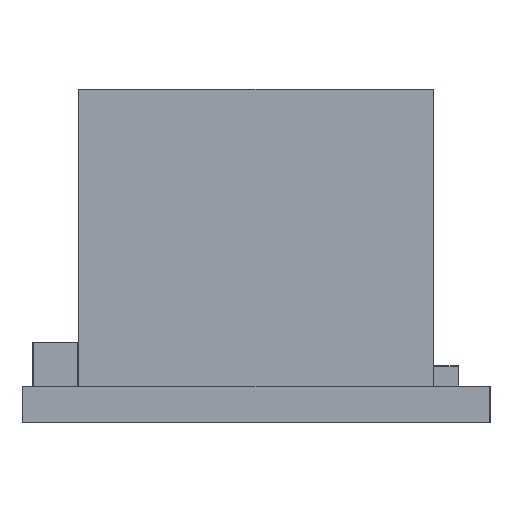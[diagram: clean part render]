
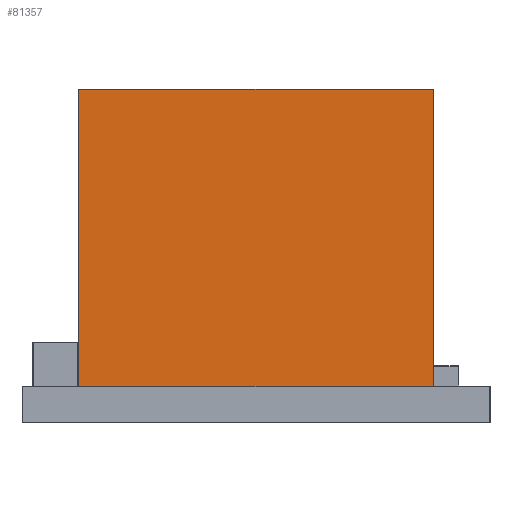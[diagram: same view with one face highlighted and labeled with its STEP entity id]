
A CAD part, left-side view. The second image highlights one B-rep face of the part: STEP entity #81357.
In plain terms, the highlighted planar face has unit normal (-1, 0, 0).
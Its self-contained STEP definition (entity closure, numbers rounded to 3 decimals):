
#81357 = ADVANCED_FACE('',(#81358),#81392,.F.);
#81358 = FACE_BOUND('',#81359,.F.);
#81359 = EDGE_LOOP('',(#81360,#81370,#81378,#81386));
#81360 = ORIENTED_EDGE('',*,*,#81361,.T.);
#81361 = EDGE_CURVE('',#81362,#81364,#81366,.T.);
#81362 = VERTEX_POINT('',#81363);
#81363 = CARTESIAN_POINT('',(-10.9,7.95,0.));
#81364 = VERTEX_POINT('',#81365);
#81365 = CARTESIAN_POINT('',(-10.9,7.95,13.35));
#81366 = LINE('',#81367,#81368);
#81367 = CARTESIAN_POINT('',(-10.9,7.95,0.));
#81368 = VECTOR('',#81369,1.);
#81369 = DIRECTION('',(0.,0.,1.));
#81370 = ORIENTED_EDGE('',*,*,#81371,.T.);
#81371 = EDGE_CURVE('',#81364,#81372,#81374,.T.);
#81372 = VERTEX_POINT('',#81373);
#81373 = CARTESIAN_POINT('',(-10.9,-7.95,13.35));
#81374 = LINE('',#81375,#81376);
#81375 = CARTESIAN_POINT('',(-10.9,7.95,13.35));
#81376 = VECTOR('',#81377,1.);
#81377 = DIRECTION('',(0.,-1.,0.));
#81378 = ORIENTED_EDGE('',*,*,#81379,.F.);
#81379 = EDGE_CURVE('',#81380,#81372,#81382,.T.);
#81380 = VERTEX_POINT('',#81381);
#81381 = CARTESIAN_POINT('',(-10.9,-7.95,0.));
#81382 = LINE('',#81383,#81384);
#81383 = CARTESIAN_POINT('',(-10.9,-7.95,0.));
#81384 = VECTOR('',#81385,1.);
#81385 = DIRECTION('',(0.,0.,1.));
#81386 = ORIENTED_EDGE('',*,*,#81387,.F.);
#81387 = EDGE_CURVE('',#81362,#81380,#81388,.T.);
#81388 = LINE('',#81389,#81390);
#81389 = CARTESIAN_POINT('',(-10.9,7.95,0.));
#81390 = VECTOR('',#81391,1.);
#81391 = DIRECTION('',(0.,-1.,0.));
#81392 = PLANE('',#81393);
#81393 = AXIS2_PLACEMENT_3D('',#81394,#81395,#81396);
#81394 = CARTESIAN_POINT('',(-10.9,7.95,0.));
#81395 = DIRECTION('',(1.,0.,0.));
#81396 = DIRECTION('',(0.,-1.,0.));
